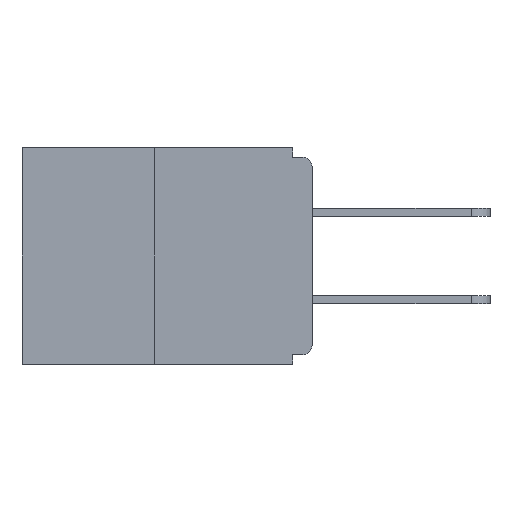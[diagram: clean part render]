
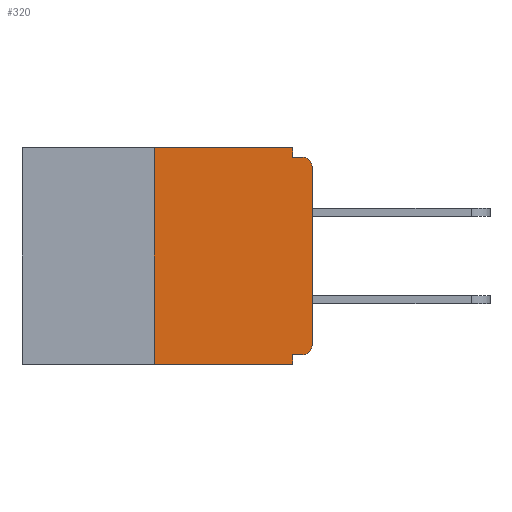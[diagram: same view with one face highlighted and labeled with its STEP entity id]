
A CAD part, left-side view. The second image highlights one B-rep face of the part: STEP entity #320.
In plain terms, the highlighted planar face has unit normal (-1, 0, 0).
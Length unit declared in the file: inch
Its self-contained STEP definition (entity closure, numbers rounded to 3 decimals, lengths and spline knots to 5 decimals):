
#244 = EDGE_CURVE ( 'NONE', #7947, #2832, #11733, .T. ) ;
#320 = ADVANCED_FACE ( 'NONE', ( #1398 ), #9551, .F. ) ;
#527 = CIRCLE ( 'NONE', #11513, 0.015 ) ;
#801 = CARTESIAN_POINT ( 'NONE',  ( 0., 0., -0.313 ) ) ;
#979 = DIRECTION ( 'NONE',  ( 0., 0., -1. ) ) ;
#989 = EDGE_LOOP ( 'NONE', ( #14169, #13130, #1603, #9824, #9077, #12126, #9812, #9272, #2336, #5719 ) ) ;
#999 = VERTEX_POINT ( 'NONE', #12066 ) ;
#1073 = CARTESIAN_POINT ( 'NONE',  ( 0., 0.25, 0. ) ) ;
#1087 = CARTESIAN_POINT ( 'NONE',  ( 0., 0.46, -0.343 ) ) ;
#1143 = DIRECTION ( 'NONE',  ( 0., 0., 1. ) ) ;
#1322 = CARTESIAN_POINT ( 'NONE',  ( 0., 0.031, -0.015 ) ) ;
#1398 = FACE_OUTER_BOUND ( 'NONE', #989, .T. ) ;
#1603 = ORIENTED_EDGE ( 'NONE', *, *, #12307, .T. ) ;
#1764 = CARTESIAN_POINT ( 'NONE',  ( 0., 0.031, 0. ) ) ;
#2062 = EDGE_CURVE ( 'NONE', #999, #6864, #12614, .T. ) ;
#2204 = CARTESIAN_POINT ( 'NONE',  ( 0., 0.031, -0.343 ) ) ;
#2336 = ORIENTED_EDGE ( 'NONE', *, *, #9640, .F. ) ;
#2596 = VECTOR ( 'NONE', #1143, 39.37008 ) ;
#2832 = VERTEX_POINT ( 'NONE', #7218 ) ;
#3440 = CARTESIAN_POINT ( 'NONE',  ( 0., 0.015, -0.015 ) ) ;
#3696 = LINE ( 'NONE', #1087, #15185 ) ;
#4668 = VECTOR ( 'NONE', #13135, 39.37008 ) ;
#4797 = DIRECTION ( 'NONE',  ( 0., -1., 0. ) ) ;
#5011 = EDGE_CURVE ( 'NONE', #6465, #9380, #8473, .T. ) ;
#5719 = ORIENTED_EDGE ( 'NONE', *, *, #8827, .F. ) ;
#5874 = EDGE_CURVE ( 'NONE', #15633, #7947, #14077, .T. ) ;
#5928 = DIRECTION ( 'NONE',  ( -1., 0., 0. ) ) ;
#5944 = CARTESIAN_POINT ( 'NONE',  ( 0., 0.25, 0. ) ) ;
#6003 = LINE ( 'NONE', #1764, #4668 ) ;
#6022 = CARTESIAN_POINT ( 'NONE',  ( 0., 0.015, -0.313 ) ) ;
#6465 = VERTEX_POINT ( 'NONE', #801 ) ;
#6864 = VERTEX_POINT ( 'NONE', #7476 ) ;
#6977 = CARTESIAN_POINT ( 'NONE',  ( 0., 0.46, 0. ) ) ;
#6979 = LINE ( 'NONE', #12457, #12998 ) ;
#7193 = DIRECTION ( 'NONE',  ( 1., 0., 0. ) ) ;
#7218 = CARTESIAN_POINT ( 'NONE',  ( 0., 0.031, 0. ) ) ;
#7237 = DIRECTION ( 'NONE',  ( 0., 0., -1. ) ) ;
#7301 = VERTEX_POINT ( 'NONE', #12966 ) ;
#7476 = CARTESIAN_POINT ( 'NONE',  ( 0., 0.031, -0.343 ) ) ;
#7702 = CARTESIAN_POINT ( 'NONE',  ( 0., 0., -0.03 ) ) ;
#7947 = VERTEX_POINT ( 'NONE', #1073 ) ;
#8473 = LINE ( 'NONE', #10321, #10955 ) ;
#8827 = EDGE_CURVE ( 'NONE', #2832, #14454, #6003, .T. ) ;
#8920 = VECTOR ( 'NONE', #11500, 39.37008 ) ;
#8949 = CIRCLE ( 'NONE', #14900, 0.015 ) ;
#9077 = ORIENTED_EDGE ( 'NONE', *, *, #10352, .F. ) ;
#9272 = ORIENTED_EDGE ( 'NONE', *, *, #13928, .T. ) ;
#9380 = VERTEX_POINT ( 'NONE', #7702 ) ;
#9551 = PLANE ( 'NONE',  #15287 ) ;
#9640 = EDGE_CURVE ( 'NONE', #14454, #12387, #6979, .T. ) ;
#9812 = ORIENTED_EDGE ( 'NONE', *, *, #5011, .T. ) ;
#9824 = ORIENTED_EDGE ( 'NONE', *, *, #2062, .F. ) ;
#10288 = CARTESIAN_POINT ( 'NONE',  ( 0., 0.25, -0.343 ) ) ;
#10321 = CARTESIAN_POINT ( 'NONE',  ( 0., 0., 0. ) ) ;
#10352 = EDGE_CURVE ( 'NONE', #7301, #999, #11420, .T. ) ;
#10371 = CARTESIAN_POINT ( 'NONE',  ( 0., 0.46, 0. ) ) ;
#10955 = VECTOR ( 'NONE', #15370, 39.37008 ) ;
#11032 = CARTESIAN_POINT ( 'NONE',  ( 0., 0.015, -0.03 ) ) ;
#11420 = LINE ( 'NONE', #12696, #8920 ) ;
#11500 = DIRECTION ( 'NONE',  ( 0., 1., 0. ) ) ;
#11513 = AXIS2_PLACEMENT_3D ( 'NONE', #11032, #5928, #14629 ) ;
#11733 = LINE ( 'NONE', #10371, #15616 ) ;
#12066 = CARTESIAN_POINT ( 'NONE',  ( 0., 0.031, -0.328 ) ) ;
#12126 = ORIENTED_EDGE ( 'NONE', *, *, #13078, .T. ) ;
#12307 = EDGE_CURVE ( 'NONE', #15633, #6864, #3696, .T. ) ;
#12387 = VERTEX_POINT ( 'NONE', #3440 ) ;
#12457 = CARTESIAN_POINT ( 'NONE',  ( 0., 0., -0.015 ) ) ;
#12614 = LINE ( 'NONE', #2204, #13783 ) ;
#12696 = CARTESIAN_POINT ( 'NONE',  ( 0., 0., -0.328 ) ) ;
#12966 = CARTESIAN_POINT ( 'NONE',  ( 0., 0.015, -0.328 ) ) ;
#12998 = VECTOR ( 'NONE', #4797, 39.37008 ) ;
#13078 = EDGE_CURVE ( 'NONE', #7301, #6465, #8949, .T. ) ;
#13130 = ORIENTED_EDGE ( 'NONE', *, *, #5874, .F. ) ;
#13135 = DIRECTION ( 'NONE',  ( 0., 0., -1. ) ) ;
#13330 = DIRECTION ( 'NONE',  ( 0., -1., 0. ) ) ;
#13783 = VECTOR ( 'NONE', #15860, 39.37008 ) ;
#13928 = EDGE_CURVE ( 'NONE', #9380, #12387, #527, .T. ) ;
#14077 = LINE ( 'NONE', #5944, #2596 ) ;
#14169 = ORIENTED_EDGE ( 'NONE', *, *, #244, .F. ) ;
#14454 = VERTEX_POINT ( 'NONE', #1322 ) ;
#14629 = DIRECTION ( 'NONE',  ( 0., 0., -1. ) ) ;
#14687 = DIRECTION ( 'NONE',  ( -1., 0., 0. ) ) ;
#14900 = AXIS2_PLACEMENT_3D ( 'NONE', #6022, #14687, #7237 ) ;
#15185 = VECTOR ( 'NONE', #13330, 39.37008 ) ;
#15287 = AXIS2_PLACEMENT_3D ( 'NONE', #6977, #7193, #979 ) ;
#15361 = DIRECTION ( 'NONE',  ( 0., -1., 0. ) ) ;
#15370 = DIRECTION ( 'NONE',  ( 0., 0., 1. ) ) ;
#15616 = VECTOR ( 'NONE', #15361, 39.37008 ) ;
#15633 = VERTEX_POINT ( 'NONE', #10288 ) ;
#15860 = DIRECTION ( 'NONE',  ( 0., 0., -1. ) ) ;
